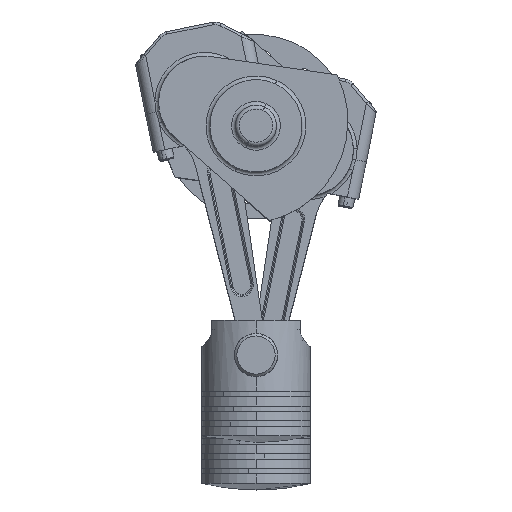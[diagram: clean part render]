
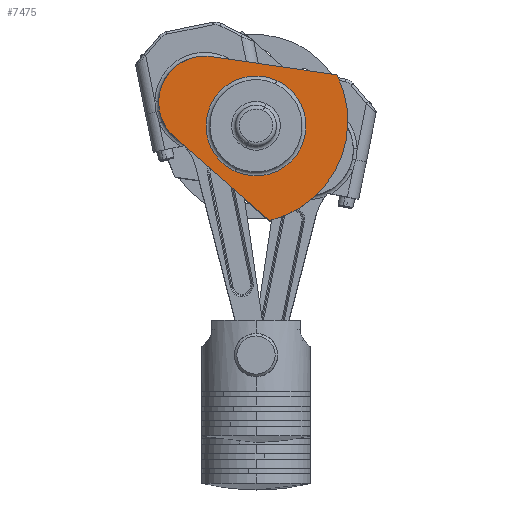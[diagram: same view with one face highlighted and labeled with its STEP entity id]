
A CAD part, top view. The second image highlights one B-rep face of the part: STEP entity #7475.
In plain terms, the highlighted planar face has unit normal (0, 0, 1).
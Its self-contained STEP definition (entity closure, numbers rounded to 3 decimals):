
#6 = CARTESIAN_POINT ( 'NONE',  ( 39., 0., 15. ) ) ;
#149 = DIRECTION ( 'NONE',  ( 0.284, -0.959, 0. ) ) ;
#233 = AXIS2_PLACEMENT_3D ( 'NONE', #11429, #925, #8692 ) ;
#279 = EDGE_CURVE ( 'NONE', #4612, #2754, #1233, .T. ) ;
#344 = CARTESIAN_POINT ( 'NONE',  ( -34.518, -54.225, 15. ) ) ;
#367 = DIRECTION ( 'NONE',  ( 0., 0., 1. ) ) ;
#414 = EDGE_CURVE ( 'NONE', #2754, #4612, #4885, .T. ) ;
#530 = VERTEX_POINT ( 'NONE', #11248 ) ;
#925 = DIRECTION ( 'NONE',  ( 0., 0., -1. ) ) ;
#1097 = LINE ( 'NONE', #10717, #12011 ) ;
#1119 = VERTEX_POINT ( 'NONE', #5410 ) ;
#1233 = CIRCLE ( 'NONE', #9936, 39. ) ;
#1485 = DIRECTION ( 'NONE',  ( 1., 0., 0. ) ) ;
#1486 = VERTEX_POINT ( 'NONE', #1521 ) ;
#1521 = CARTESIAN_POINT ( 'NONE',  ( 34.518, -54.225, 15. ) ) ;
#1700 = ORIENTED_EDGE ( 'NONE', *, *, #414, .T. ) ;
#1892 = EDGE_CURVE ( 'NONE', #530, #1119, #9994, .T. ) ;
#1969 = EDGE_CURVE ( 'NONE', #1119, #1486, #7453, .T. ) ;
#2430 = DIRECTION ( 'NONE',  ( 0., 0., -1. ) ) ;
#2559 = DIRECTION ( 'NONE',  ( 0., 0., 1. ) ) ;
#2754 = VERTEX_POINT ( 'NONE', #11302 ) ;
#3013 = EDGE_CURVE ( 'NONE', #530, #6996, #1097, .T. ) ;
#3123 = ORIENTED_EDGE ( 'NONE', *, *, #9716, .T. ) ;
#3627 = ORIENTED_EDGE ( 'NONE', *, *, #279, .T. ) ;
#3954 = AXIS2_PLACEMENT_3D ( 'NONE', #10941, #4048, #9046 ) ;
#4048 = DIRECTION ( 'NONE',  ( 0., 0., -1. ) ) ;
#4127 = DIRECTION ( 'NONE',  ( 1., 0., 0. ) ) ;
#4474 = PLANE ( 'NONE',  #8929 ) ;
#4612 = VERTEX_POINT ( 'NONE', #6 ) ;
#4638 = EDGE_LOOP ( 'NONE', ( #4737, #6110, #3123, #12393 ) ) ;
#4737 = ORIENTED_EDGE ( 'NONE', *, *, #1892, .F. ) ;
#4885 = CIRCLE ( 'NONE', #233, 39. ) ;
#5373 = CARTESIAN_POINT ( 'NONE',  ( 46.5, -13.774, 15. ) ) ;
#5410 = CARTESIAN_POINT ( 'NONE',  ( 62.617, 40.639, 15. ) ) ;
#6110 = ORIENTED_EDGE ( 'NONE', *, *, #3013, .T. ) ;
#6495 = FACE_BOUND ( 'NONE', #9570, .T. ) ;
#6785 = VECTOR ( 'NONE', #9351, 1000. ) ;
#6917 = AXIS2_PLACEMENT_3D ( 'NONE', #9052, #367, #4127 ) ;
#6996 = VERTEX_POINT ( 'NONE', #344 ) ;
#7257 = CARTESIAN_POINT ( 'NONE',  ( 0., 0., 15. ) ) ;
#7453 = LINE ( 'NONE', #5373, #6785 ) ;
#7475 = ADVANCED_FACE ( 'NONE', ( #6495, #9276 ), #4474, .T. ) ;
#8336 = CARTESIAN_POINT ( 'NONE',  ( 0., 0., 15. ) ) ;
#8692 = DIRECTION ( 'NONE',  ( 1., 0., 0. ) ) ;
#8919 = CIRCLE ( 'NONE', #6917, 36. ) ;
#8929 = AXIS2_PLACEMENT_3D ( 'NONE', #8336, #2559, #10282 ) ;
#9046 = DIRECTION ( 'NONE',  ( 1., 0., 0. ) ) ;
#9052 = CARTESIAN_POINT ( 'NONE',  ( 0., -44., 15. ) ) ;
#9276 = FACE_OUTER_BOUND ( 'NONE', #4638, .T. ) ;
#9351 = DIRECTION ( 'NONE',  ( -0.284, -0.959, 0. ) ) ;
#9570 = EDGE_LOOP ( 'NONE', ( #3627, #1700 ) ) ;
#9716 = EDGE_CURVE ( 'NONE', #6996, #1486, #8919, .T. ) ;
#9936 = AXIS2_PLACEMENT_3D ( 'NONE', #7257, #2430, #1485 ) ;
#9994 = CIRCLE ( 'NONE', #3954, 80. ) ;
#10282 = DIRECTION ( 'NONE',  ( 1., 0., 0. ) ) ;
#10717 = CARTESIAN_POINT ( 'NONE',  ( -46.5, -13.774, 15. ) ) ;
#10941 = CARTESIAN_POINT ( 'NONE',  ( 0., -9.151, 15. ) ) ;
#11248 = CARTESIAN_POINT ( 'NONE',  ( -62.617, 40.639, 15. ) ) ;
#11302 = CARTESIAN_POINT ( 'NONE',  ( -39., 0., 15. ) ) ;
#11429 = CARTESIAN_POINT ( 'NONE',  ( 0., 0., 15. ) ) ;
#12011 = VECTOR ( 'NONE', #149, 1000. ) ;
#12393 = ORIENTED_EDGE ( 'NONE', *, *, #1969, .F. ) ;
